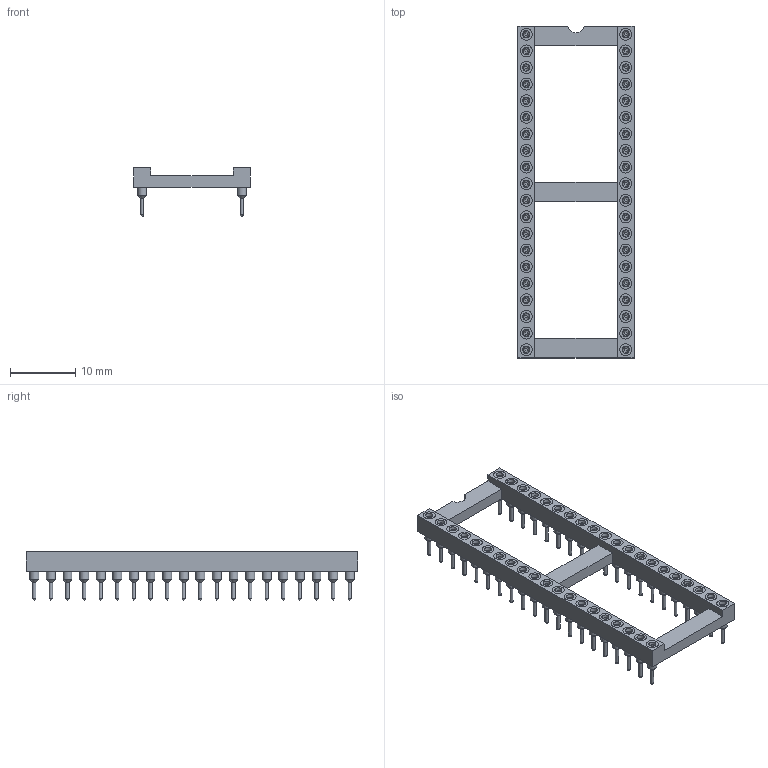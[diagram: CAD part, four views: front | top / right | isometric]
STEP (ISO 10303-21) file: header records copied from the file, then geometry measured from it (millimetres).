
FILE_DESCRIPTION((' '),'2;1');
FILE_NAME( 'AR40-HZL-TT.stp', '2022-09-01T08:51:31', (' '), ('--- Datakit www.datakit.com---'), ' Datakit CrossCadWare V2022.3 Jun 15 2022', 'DATAKIT 2022 (c)', ' ');
FILE_SCHEMA(('AP242_MANAGED_MODEL_BASED_3D_ENGINEERING_MIM_LF { 1 0 10303 442 1 1 4 }'));
Length unit declared in the file: millimetre
Products named in the file (1): AR40-HZL-TT
Bounding box: 17.78 x 50.8 x 7.43 mm (x, y, z)
Volume: 1032.8 mm3; surface area: 2112.1 mm2
Topology: 1 solids, 1 shells, 458 faces, 994 edges, 616 vertices
Faces by surface type: cylinder 201, cone 120, plane 97, sphere 40
Full cylindrical faces by diameter (mm): 0.51 x40, 0.92 x40, 1.1 x40, 1.37 x40, 1.83 x40
Entity records: 9908 total; most frequent: DIRECTION 1854, CARTESIAN_POINT 1429, ORIENTED_EDGE 988, AXIS2_PLACEMENT_3D 901, EDGE_LOOP 900, EDGE_CURVE 494, VERTEX_POINT 476, FACE_OUTER_BOUND 458
